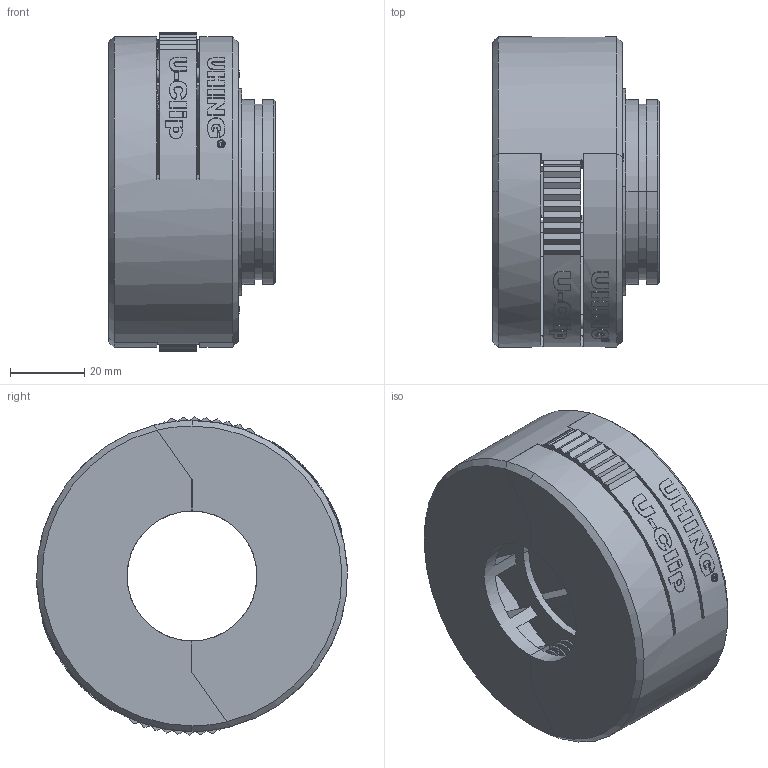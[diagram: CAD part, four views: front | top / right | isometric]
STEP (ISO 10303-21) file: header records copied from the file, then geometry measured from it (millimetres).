
FILE_DESCRIPTION (( 'STEP AP214' ), '1' );
FILE_NAME ('UC35.STEP', '2019-11-07T10:34:44', ( '' ), ( '' ), 'SwSTEP 2.0', 'SolidWorks 2019', '' );
FILE_SCHEMA (( 'AUTOMOTIVE_DESIGN' ));
Length unit declared in the file: millimetre
Products named in the file (1): UC35
Bounding box: 45 x 83.94 x 85.99 mm (x, y, z)
Volume: 84616.3 mm3; surface area: 57091.4 mm2
Topology: 8 solids, 8 shells, 850 faces, 2263 edges, 1484 vertices
Faces by surface type: plane 525, cylinder 159, bspline 122, cone 44
Entity records: 62378 total; most frequent: CARTESIAN_POINT 32450, ORIENTED_EDGE 4526, DIRECTION 3803, EDGE_CURVE 2263, VERTEX_POINT 1484, VECTOR 1325, LINE 1325, AXIS2_PLACEMENT_3D 1239
